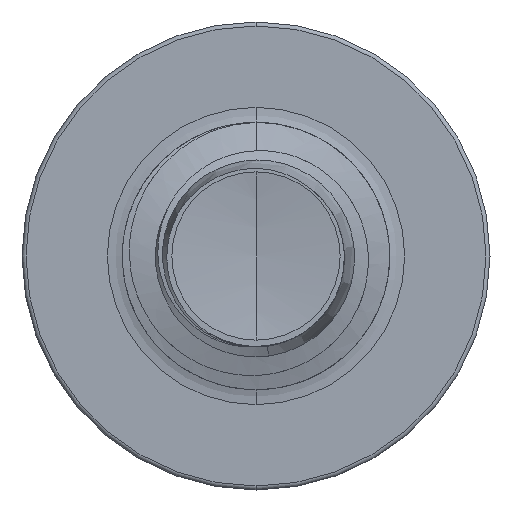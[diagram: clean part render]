
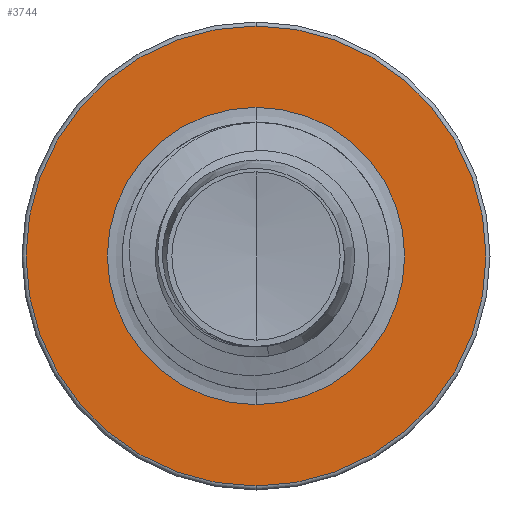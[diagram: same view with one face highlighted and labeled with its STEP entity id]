
A CAD part, front view. The second image highlights one B-rep face of the part: STEP entity #3744.
In plain terms, the highlighted planar face has unit normal (0, -1, 0).
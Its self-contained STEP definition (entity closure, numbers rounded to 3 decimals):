
#475 = DIRECTION ( 'NONE',  ( 0., 1., 0. ) ) ;
#660 = ORIENTED_EDGE ( 'NONE', *, *, #8223, .T. ) ;
#1060 = CARTESIAN_POINT ( 'NONE',  ( 0., 2.5, 0. ) ) ;
#1191 = DIRECTION ( 'NONE',  ( 0., 0., 1. ) ) ;
#1215 = EDGE_LOOP ( 'NONE', ( #8725, #3982 ) ) ;
#1233 = DIRECTION ( 'NONE',  ( 0., 1., 0. ) ) ;
#1235 = PLANE ( 'NONE',  #5903 ) ;
#1421 = CARTESIAN_POINT ( 'NONE',  ( 0., 2.5, -1.112 ) ) ;
#2053 = DIRECTION ( 'NONE',  ( 0., 0., 1. ) ) ;
#2218 = ORIENTED_EDGE ( 'NONE', *, *, #9270, .T. ) ;
#2308 = CARTESIAN_POINT ( 'NONE',  ( 0., 2.5, 1.112 ) ) ;
#2498 = CARTESIAN_POINT ( 'NONE',  ( 0., 2.5, -1.112 ) ) ;
#3744 = ADVANCED_FACE ( 'NONE', ( #3952, #9191 ), #1235, .F. ) ;
#3952 = FACE_OUTER_BOUND ( 'NONE', #1215, .T. ) ;
#3982 = ORIENTED_EDGE ( 'NONE', *, *, #4166, .F. ) ;
#4166 = EDGE_CURVE ( 'NONE', #7636, #7239, #8837, .T. ) ;
#4425 = AXIS2_PLACEMENT_3D ( 'NONE', #1060, #7138, #2053 ) ;
#4575 = AXIS2_PLACEMENT_3D ( 'NONE', #7645, #7644, #7635 ) ;
#4637 = CARTESIAN_POINT ( 'NONE',  ( 0., 2.5, 0. ) ) ;
#4918 = EDGE_CURVE ( 'NONE', #7239, #7636, #7992, .T. ) ;
#5154 = DIRECTION ( 'NONE',  ( 0., 0., 1. ) ) ;
#5168 = DIRECTION ( 'NONE',  ( 0., 1., 0. ) ) ;
#5372 = VERTEX_POINT ( 'NONE', #2308 ) ;
#5444 = AXIS2_PLACEMENT_3D ( 'NONE', #6071, #475, #6788 ) ;
#5903 = AXIS2_PLACEMENT_3D ( 'NONE', #1421, #1233, #1191 ) ;
#6071 = CARTESIAN_POINT ( 'NONE',  ( 0., 2.5, 0. ) ) ;
#6201 = VERTEX_POINT ( 'NONE', #2498 ) ;
#6788 = DIRECTION ( 'NONE',  ( 0., 0., 1. ) ) ;
#7068 = EDGE_LOOP ( 'NONE', ( #660, #2218 ) ) ;
#7138 = DIRECTION ( 'NONE',  ( 0., 1., 0. ) ) ;
#7239 = VERTEX_POINT ( 'NONE', #8009 ) ;
#7635 = DIRECTION ( 'NONE',  ( 0., 0., 1. ) ) ;
#7636 = VERTEX_POINT ( 'NONE', #7899 ) ;
#7644 = DIRECTION ( 'NONE',  ( 0., 1., 0. ) ) ;
#7645 = CARTESIAN_POINT ( 'NONE',  ( 0., 2.5, 0. ) ) ;
#7886 = CIRCLE ( 'NONE', #5444, 1.112 ) ;
#7899 = CARTESIAN_POINT ( 'NONE',  ( 0., 2.5, -1.72 ) ) ;
#7992 = CIRCLE ( 'NONE', #4575, 1.72 ) ;
#8009 = CARTESIAN_POINT ( 'NONE',  ( 0., 2.5, 1.72 ) ) ;
#8223 = EDGE_CURVE ( 'NONE', #5372, #6201, #7886, .T. ) ;
#8461 = AXIS2_PLACEMENT_3D ( 'NONE', #4637, #5168, #5154 ) ;
#8725 = ORIENTED_EDGE ( 'NONE', *, *, #4918, .F. ) ;
#8729 = CIRCLE ( 'NONE', #4425, 1.112 ) ;
#8837 = CIRCLE ( 'NONE', #8461, 1.72 ) ;
#9191 = FACE_BOUND ( 'NONE', #7068, .T. ) ;
#9270 = EDGE_CURVE ( 'NONE', #6201, #5372, #8729, .T. ) ;
